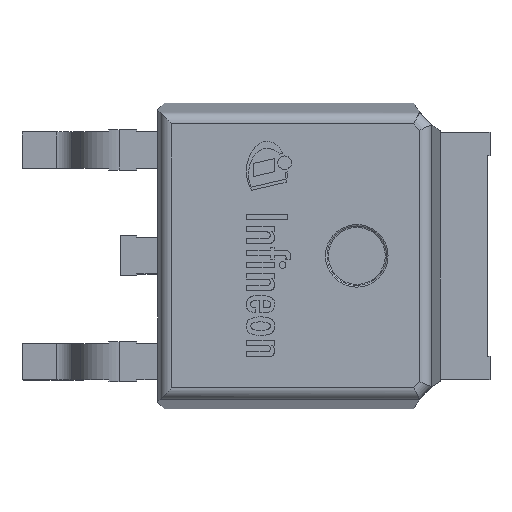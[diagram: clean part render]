
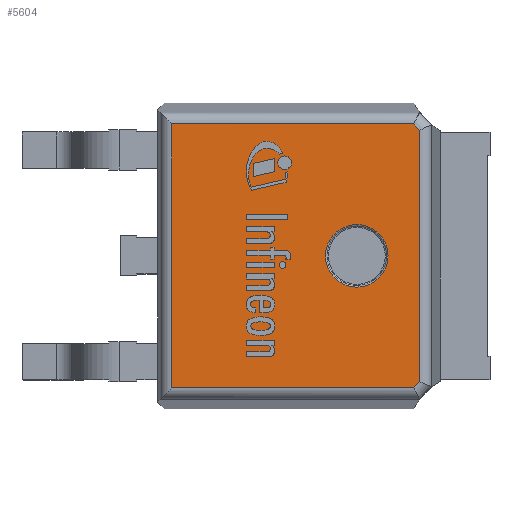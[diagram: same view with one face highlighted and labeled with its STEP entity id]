
A CAD part, top view. The second image highlights one B-rep face of the part: STEP entity #5604.
In plain terms, the highlighted planar face has unit normal (0, 0, 1).
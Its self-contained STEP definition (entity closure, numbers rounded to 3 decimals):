
#215=FACE_BOUND('',#813,.T.);
#495=FACE_OUTER_BOUND('',#812,.T.);
#812=EDGE_LOOP('',(#4991,#4992,#4993,#4994,#4995,#4996));
#813=EDGE_LOOP('',(#4997));
#1300=LINE('',#9490,#1819);
#1302=LINE('',#9527,#1821);
#1313=LINE('',#9550,#1832);
#1314=LINE('',#9551,#1833);
#1819=VECTOR('',#7798,1.);
#1821=VECTOR('',#7810,1.);
#1832=VECTOR('',#7829,1.);
#1833=VECTOR('',#7830,1.);
#2152=CIRCLE('',#6197,1.688);
#2153=CIRCLE('',#6201,1.688);
#2154=CIRCLE('',#6209,0.675);
#2654=VERTEX_POINT('',#9459);
#2655=VERTEX_POINT('',#9472);
#2657=VERTEX_POINT('',#9489);
#2658=VERTEX_POINT('',#9504);
#2662=VERTEX_POINT('',#9524);
#2663=VERTEX_POINT('',#9526);
#2672=VERTEX_POINT('',#9552);
#3437=EDGE_CURVE('',#2654,#2655,#2152,.T.);
#3440=EDGE_CURVE('',#2657,#2654,#1300,.T.);
#3442=EDGE_CURVE('',#2658,#2657,#2153,.T.);
#3447=EDGE_CURVE('',#2662,#2663,#1302,.T.);
#3459=EDGE_CURVE('',#2655,#2662,#1313,.T.);
#3460=EDGE_CURVE('',#2663,#2658,#1314,.T.);
#3461=EDGE_CURVE('',#2672,#2672,#2154,.T.);
#4991=ORIENTED_EDGE('',*,*,#3459,.F.);
#4992=ORIENTED_EDGE('',*,*,#3437,.F.);
#4993=ORIENTED_EDGE('',*,*,#3440,.F.);
#4994=ORIENTED_EDGE('',*,*,#3442,.F.);
#4995=ORIENTED_EDGE('',*,*,#3460,.F.);
#4996=ORIENTED_EDGE('',*,*,#3447,.F.);
#4997=ORIENTED_EDGE('',*,*,#3461,.F.);
#5303=PLANE('',#6208);
#5604=ADVANCED_FACE('',(#495,#215),#5303,.T.);
#6197=AXIS2_PLACEMENT_3D('',#9473,#7792,#7793);
#6201=AXIS2_PLACEMENT_3D('',#9505,#7801,#7802);
#6208=AXIS2_PLACEMENT_3D('',#9549,#7827,#7828);
#6209=AXIS2_PLACEMENT_3D('',#9553,#7831,#7832);
#7792=DIRECTION('center_axis',(0.,0.,1.));
#7793=DIRECTION('ref_axis',(-0.722,0.691,0.));
#7798=DIRECTION('',(0.,-1.,0.));
#7801=DIRECTION('center_axis',(0.,0.,1.));
#7802=DIRECTION('ref_axis',(-0.722,-0.691,0.));
#7810=DIRECTION('',(0.,1.,0.));
#7827=DIRECTION('center_axis',(0.,0.,1.));
#7828=DIRECTION('ref_axis',(1.,0.,0.));
#7829=DIRECTION('',(-1.,0.,0.));
#7830=DIRECTION('',(1.,0.,0.));
#7831=DIRECTION('center_axis',(0.,0.,1.));
#7832=DIRECTION('ref_axis',(0.,-1.,0.));
#9459=CARTESIAN_POINT('',(3.536,-2.715,2.45));
#9472=CARTESIAN_POINT('',(3.409,-2.848,2.45));
#9473=CARTESIAN_POINT('Origin',(4.688,-3.95,2.45));
#9489=CARTESIAN_POINT('',(3.536,2.715,2.45));
#9490=CARTESIAN_POINT('',(3.536,-3.3,2.45));
#9504=CARTESIAN_POINT('',(3.409,2.848,2.45));
#9505=CARTESIAN_POINT('Origin',(4.688,3.95,2.45));
#9524=CARTESIAN_POINT('',(-1.815,-2.848,2.45));
#9526=CARTESIAN_POINT('',(-1.815,2.848,2.45));
#9527=CARTESIAN_POINT('',(-1.815,-3.3,2.45));
#9549=CARTESIAN_POINT('Origin',(3.632,-3.3,2.45));
#9550=CARTESIAN_POINT('',(0.631,-2.848,2.45));
#9551=CARTESIAN_POINT('',(-1.195,2.848,2.45));
#9552=CARTESIAN_POINT('',(2.175,0.675,2.45));
#9553=CARTESIAN_POINT('Origin',(2.175,0.,2.45));
